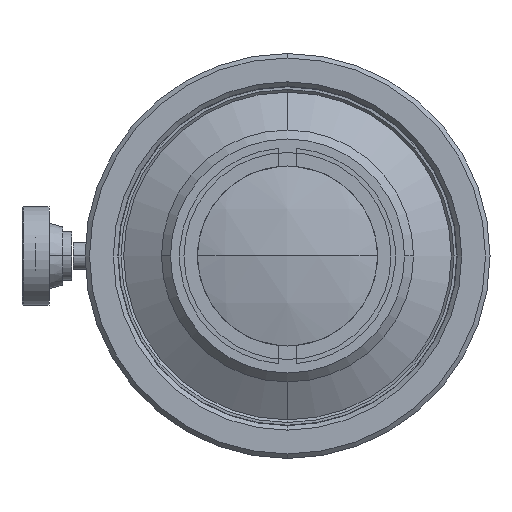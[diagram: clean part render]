
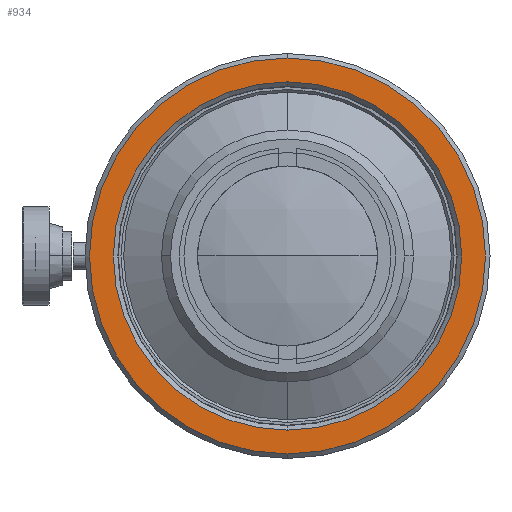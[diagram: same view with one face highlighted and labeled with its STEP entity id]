
A CAD part, left-side view. The second image highlights one B-rep face of the part: STEP entity #934.
In plain terms, the highlighted planar face has unit normal (-1, 0, 0).
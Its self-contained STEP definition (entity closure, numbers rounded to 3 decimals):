
#20 = EDGE_CURVE ( 'NONE', #720, #2457, #1574, .T. ) ;
#86 = DIRECTION ( 'NONE',  ( -1., 0., 0. ) ) ;
#187 = CIRCLE ( 'NONE', #2942, 22. ) ;
#435 = EDGE_CURVE ( 'NONE', #2457, #720, #1271, .T. ) ;
#490 = CARTESIAN_POINT ( 'NONE',  ( 51.81, 0., 22. ) ) ;
#720 = VERTEX_POINT ( 'NONE', #1642 ) ;
#824 = CARTESIAN_POINT ( 'NONE',  ( 51.81, 0., 0. ) ) ;
#934 = ADVANCED_FACE ( 'NONE', ( #984, #3971 ), #2530, .F. ) ;
#984 = FACE_BOUND ( 'NONE', #1506, .T. ) ;
#1036 = AXIS2_PLACEMENT_3D ( 'NONE', #2504, #2837, #3376 ) ;
#1271 = CIRCLE ( 'NONE', #4272, 19.35 ) ;
#1380 = VERTEX_POINT ( 'NONE', #2507 ) ;
#1506 = EDGE_LOOP ( 'NONE', ( #4330, #1832 ) ) ;
#1515 = AXIS2_PLACEMENT_3D ( 'NONE', #3329, #2964, #3282 ) ;
#1574 = CIRCLE ( 'NONE', #2597, 19.35 ) ;
#1642 = CARTESIAN_POINT ( 'NONE',  ( 51.81, 0., 19.35 ) ) ;
#1717 = DIRECTION ( 'NONE',  ( 1., 0., 0. ) ) ;
#1832 = ORIENTED_EDGE ( 'NONE', *, *, #435, .T. ) ;
#1847 = ORIENTED_EDGE ( 'NONE', *, *, #3910, .T. ) ;
#1906 = ORIENTED_EDGE ( 'NONE', *, *, #4833, .T. ) ;
#2332 = DIRECTION ( 'NONE',  ( 0., 0., -1. ) ) ;
#2457 = VERTEX_POINT ( 'NONE', #4571 ) ;
#2504 = CARTESIAN_POINT ( 'NONE',  ( 51.81, 18.85, 0. ) ) ;
#2507 = CARTESIAN_POINT ( 'NONE',  ( 51.81, 0., -22. ) ) ;
#2530 = PLANE ( 'NONE',  #1036 ) ;
#2597 = AXIS2_PLACEMENT_3D ( 'NONE', #3777, #3450, #4173 ) ;
#2780 = VERTEX_POINT ( 'NONE', #490 ) ;
#2798 = EDGE_LOOP ( 'NONE', ( #1906, #1847 ) ) ;
#2837 = DIRECTION ( 'NONE',  ( 1., 0., 0. ) ) ;
#2942 = AXIS2_PLACEMENT_3D ( 'NONE', #824, #86, #2332 ) ;
#2964 = DIRECTION ( 'NONE',  ( -1., 0., 0. ) ) ;
#3232 = DIRECTION ( 'NONE',  ( 0., 0., -1. ) ) ;
#3282 = DIRECTION ( 'NONE',  ( 0., 0., -1. ) ) ;
#3329 = CARTESIAN_POINT ( 'NONE',  ( 51.81, 0., 0. ) ) ;
#3376 = DIRECTION ( 'NONE',  ( 0., 0., -1. ) ) ;
#3450 = DIRECTION ( 'NONE',  ( 1., 0., 0. ) ) ;
#3777 = CARTESIAN_POINT ( 'NONE',  ( 51.81, 0., 0. ) ) ;
#3910 = EDGE_CURVE ( 'NONE', #2780, #1380, #4439, .T. ) ;
#3971 = FACE_OUTER_BOUND ( 'NONE', #2798, .T. ) ;
#4063 = CARTESIAN_POINT ( 'NONE',  ( 51.81, 0., 0. ) ) ;
#4173 = DIRECTION ( 'NONE',  ( 0., 0., -1. ) ) ;
#4272 = AXIS2_PLACEMENT_3D ( 'NONE', #4063, #1717, #3232 ) ;
#4330 = ORIENTED_EDGE ( 'NONE', *, *, #20, .T. ) ;
#4439 = CIRCLE ( 'NONE', #1515, 22. ) ;
#4571 = CARTESIAN_POINT ( 'NONE',  ( 51.81, 0., -19.35 ) ) ;
#4833 = EDGE_CURVE ( 'NONE', #1380, #2780, #187, .T. ) ;
